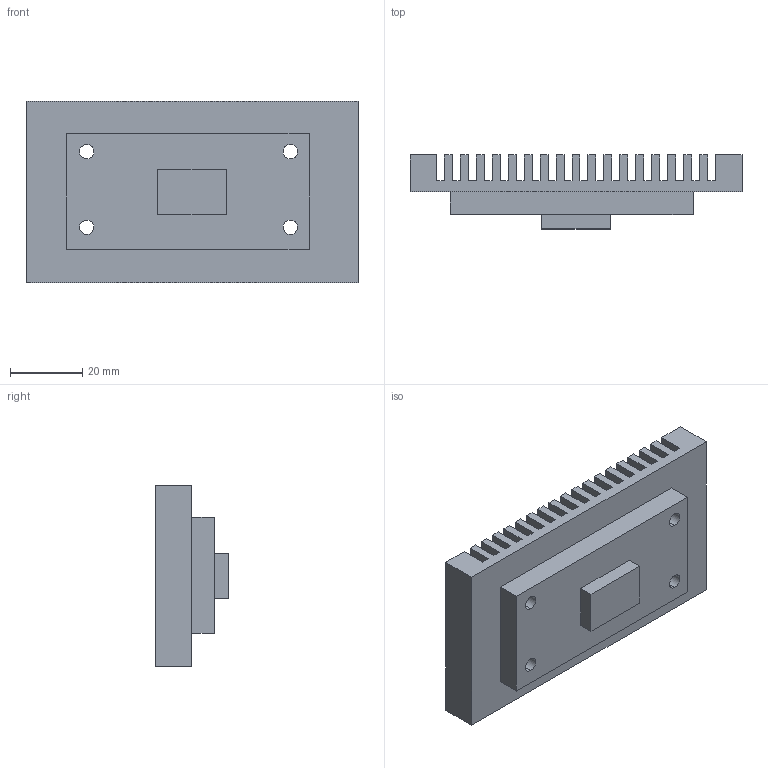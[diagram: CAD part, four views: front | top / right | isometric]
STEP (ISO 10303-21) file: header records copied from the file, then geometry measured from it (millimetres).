
FILE_DESCRIPTION (( 'STEP AP214' ), '1' );
FILE_NAME ('MW-2011-005-1.STEP', '2020-11-25T09:22:48', ( '' ), ( '' ), 'SwSTEP 2.0', 'SolidWorks 2019', '' );
FILE_SCHEMA (( 'AUTOMOTIVE_DESIGN' ));
Length unit declared in the file: millimetre
Products named in the file (1): MW-2011-005-1
Bounding box: 91.6 x 20.4 x 50 mm (x, y, z)
Volume: 45675.9 mm3; surface area: 25955.7 mm2
Topology: 1 solids, 1 shells, 124 faces, 354 edges, 236 vertices
Faces by surface type: plane 102, cylinder 22
Entity records: 4052 total; most frequent: CARTESIAN_POINT 715, ORIENTED_EDGE 708, DIRECTION 648, EDGE_CURVE 354, LINE 310, VECTOR 310, VERTEX_POINT 236, AXIS2_PLACEMENT_3D 169
